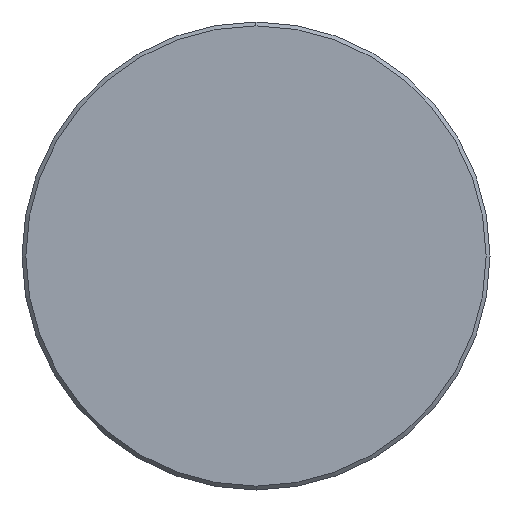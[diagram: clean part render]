
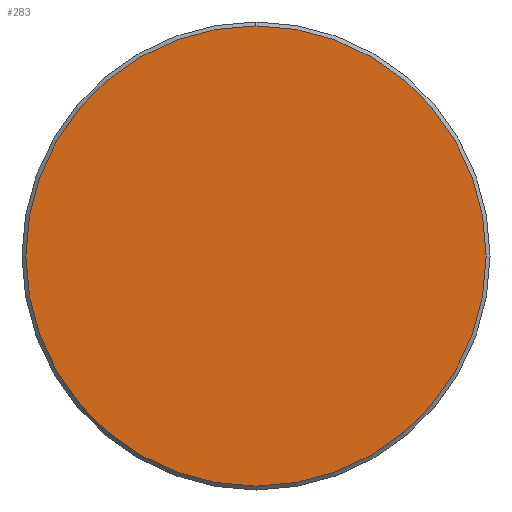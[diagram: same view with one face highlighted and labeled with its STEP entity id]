
A CAD part, left-side view. The second image highlights one B-rep face of the part: STEP entity #283.
In plain terms, the highlighted planar face has unit normal (-1, 0, 0).
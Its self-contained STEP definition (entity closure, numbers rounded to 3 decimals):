
#7 = CARTESIAN_POINT ( 'NONE',  ( 0., 0., 0. ) ) ;
#8 = DIRECTION ( 'NONE',  ( -1., 0., 0. ) ) ;
#38 = DIRECTION ( 'NONE',  ( 0., 0., 1. ) ) ;
#51 = ORIENTED_EDGE ( 'NONE', *, *, #161, .T. ) ;
#101 = DIRECTION ( 'NONE',  ( 1., 0., 0. ) ) ;
#150 = AXIS2_PLACEMENT_3D ( 'NONE', #7, #101, #468 ) ;
#161 = EDGE_CURVE ( 'NONE', #232, #446, #447, .T. ) ;
#170 = CARTESIAN_POINT ( 'NONE',  ( 0., 0., 0. ) ) ;
#231 = CARTESIAN_POINT ( 'NONE',  ( 0., 0., -17.7 ) ) ;
#232 = VERTEX_POINT ( 'NONE', #266 ) ;
#266 = CARTESIAN_POINT ( 'NONE',  ( 0., 0., 17.7 ) ) ;
#283 = ADVANCED_FACE ( 'NONE', ( #337 ), #518, .F. ) ;
#322 = DIRECTION ( 'NONE',  ( 0., 0., 1. ) ) ;
#337 = FACE_OUTER_BOUND ( 'NONE', #501, .T. ) ;
#342 = EDGE_CURVE ( 'NONE', #446, #232, #510, .T. ) ;
#350 = DIRECTION ( 'NONE',  ( -1., 0., 0. ) ) ;
#446 = VERTEX_POINT ( 'NONE', #231 ) ;
#447 = CIRCLE ( 'NONE', #499, 17.7 ) ;
#448 = CARTESIAN_POINT ( 'NONE',  ( 0., 0., 0. ) ) ;
#462 = ORIENTED_EDGE ( 'NONE', *, *, #342, .T. ) ;
#468 = DIRECTION ( 'NONE',  ( 0., 0., -1. ) ) ;
#499 = AXIS2_PLACEMENT_3D ( 'NONE', #170, #350, #38 ) ;
#501 = EDGE_LOOP ( 'NONE', ( #462, #51 ) ) ;
#510 = CIRCLE ( 'NONE', #523, 17.7 ) ;
#518 = PLANE ( 'NONE',  #150 ) ;
#523 = AXIS2_PLACEMENT_3D ( 'NONE', #448, #8, #322 ) ;
